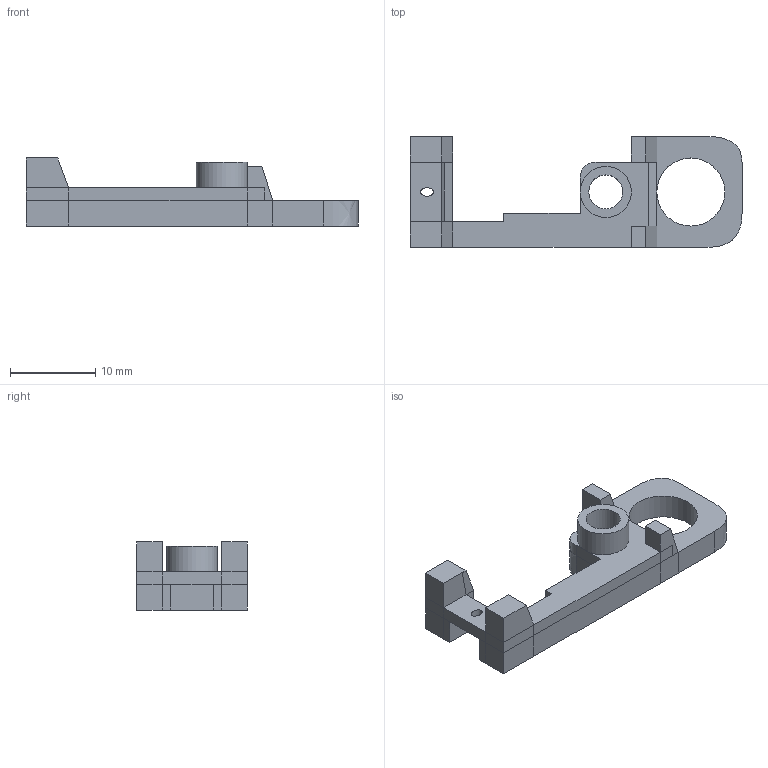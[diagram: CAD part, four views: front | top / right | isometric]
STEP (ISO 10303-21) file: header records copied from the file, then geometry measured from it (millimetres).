
FILE_DESCRIPTION(('Open CASCADE Model'),'2;1');
FILE_NAME('Open CASCADE Shape Model','2015-09-23T10:35:26',('Author'),( 'Open CASCADE'),'Open CASCADE STEP processor 6.9','Open CASCADE 6.9' ,'Unknown');
FILE_SCHEMA(('AUTOMOTIVE_DESIGN { 1 0 10303 214 1 1 1 1 }'));
Length unit declared in the file: millimetre
Products named in the file (1): Open CASCADE STEP translator 6.9 1
Bounding box: 39 x 13 x 8 mm (x, y, z)
Volume: 1228.1 mm3; surface area: 1473.4 mm2
Topology: 1 solids, 1 shells, 87 faces, 211 edges, 124 vertices
Faces by surface type: plane 78, extrusion 4, cylinder 4, bspline 1
Full cylindrical faces by diameter (mm): 4 x2, 6 x1, 8 x1
Entity records: 5781 total; most frequent: CARTESIAN_POINT 1567, DIRECTION 739, VECTOR 548, LINE 544, ORIENTED_EDGE 424, PCURVE 422, DEFINITIONAL_REPRESENTATION 422, EDGE_CURVE 211
